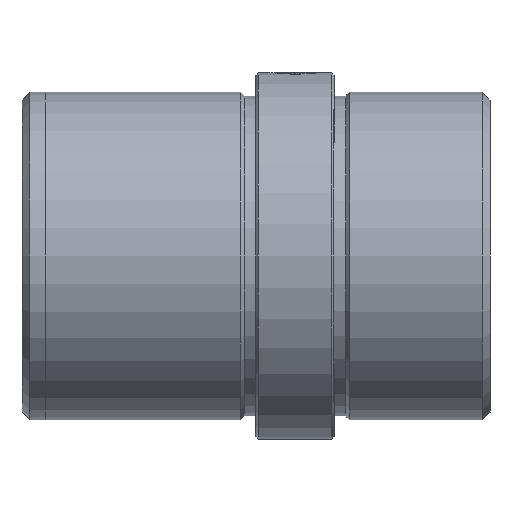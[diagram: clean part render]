
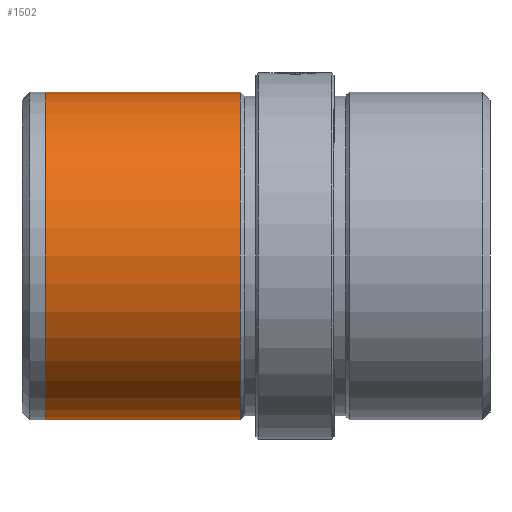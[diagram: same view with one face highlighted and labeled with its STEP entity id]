
A CAD part, left-side view. The second image highlights one B-rep face of the part: STEP entity #1502.
In plain terms, the highlighted cylindrical face has radius 21 mm (diameter 42 mm), a partial arc.
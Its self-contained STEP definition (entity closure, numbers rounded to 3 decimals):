
#50 = EDGE_LOOP ( 'NONE', ( #1451, #812, #1954, #1774 ) ) ;
#65 = DIRECTION ( 'NONE',  ( 0., -1., 0. ) ) ;
#100 = EDGE_CURVE ( 'NONE', #737, #1997, #750, .T. ) ;
#205 = DIRECTION ( 'NONE',  ( 0., 0., -1. ) ) ;
#276 = FACE_OUTER_BOUND ( 'NONE', #50, .T. ) ;
#370 = CARTESIAN_POINT ( 'NONE',  ( 0., 0., 0. ) ) ;
#379 = EDGE_CURVE ( 'NONE', #1997, #1617, #2098, .T. ) ;
#425 = CARTESIAN_POINT ( 'NONE',  ( 0., 0., 21. ) ) ;
#441 = CARTESIAN_POINT ( 'NONE',  ( 0., 57., 0. ) ) ;
#545 = CARTESIAN_POINT ( 'NONE',  ( 0., 32., 0. ) ) ;
#602 = DIRECTION ( 'NONE',  ( 0., 0., -1. ) ) ;
#707 = DIRECTION ( 'NONE',  ( 0., 0., -1. ) ) ;
#727 = CARTESIAN_POINT ( 'NONE',  ( 0., 57., 21. ) ) ;
#737 = VERTEX_POINT ( 'NONE', #727 ) ;
#750 = LINE ( 'NONE', #425, #1173 ) ;
#812 = ORIENTED_EDGE ( 'NONE', *, *, #1641, .T. ) ;
#857 = EDGE_CURVE ( 'NONE', #1079, #1617, #1776, .T. ) ;
#946 = CIRCLE ( 'NONE', #2114, 21. ) ;
#1010 = AXIS2_PLACEMENT_3D ( 'NONE', #370, #1194, #205 ) ;
#1079 = VERTEX_POINT ( 'NONE', #1525 ) ;
#1107 = CYLINDRICAL_SURFACE ( 'NONE', #1010, 21. ) ;
#1173 = VECTOR ( 'NONE', #65, 1000. ) ;
#1194 = DIRECTION ( 'NONE',  ( 0., -1., 0. ) ) ;
#1259 = DIRECTION ( 'NONE',  ( 0., -1., 0. ) ) ;
#1411 = CARTESIAN_POINT ( 'NONE',  ( 0., 32., 21. ) ) ;
#1451 = ORIENTED_EDGE ( 'NONE', *, *, #100, .F. ) ;
#1502 = ADVANCED_FACE ( 'NONE', ( #276 ), #1107, .T. ) ;
#1525 = CARTESIAN_POINT ( 'NONE',  ( 0., 57., -21. ) ) ;
#1591 = CARTESIAN_POINT ( 'NONE',  ( 0., 32., -21. ) ) ;
#1607 = DIRECTION ( 'NONE',  ( 0., -1., 0. ) ) ;
#1617 = VERTEX_POINT ( 'NONE', #1591 ) ;
#1622 = AXIS2_PLACEMENT_3D ( 'NONE', #545, #1718, #707 ) ;
#1641 = EDGE_CURVE ( 'NONE', #737, #1079, #946, .T. ) ;
#1716 = VECTOR ( 'NONE', #1259, 1000. ) ;
#1718 = DIRECTION ( 'NONE',  ( 0., -1., 0. ) ) ;
#1774 = ORIENTED_EDGE ( 'NONE', *, *, #379, .F. ) ;
#1776 = LINE ( 'NONE', #2088, #1716 ) ;
#1954 = ORIENTED_EDGE ( 'NONE', *, *, #857, .T. ) ;
#1997 = VERTEX_POINT ( 'NONE', #1411 ) ;
#2088 = CARTESIAN_POINT ( 'NONE',  ( 0., 0., -21. ) ) ;
#2098 = CIRCLE ( 'NONE', #1622, 21. ) ;
#2114 = AXIS2_PLACEMENT_3D ( 'NONE', #441, #1607, #602 ) ;
